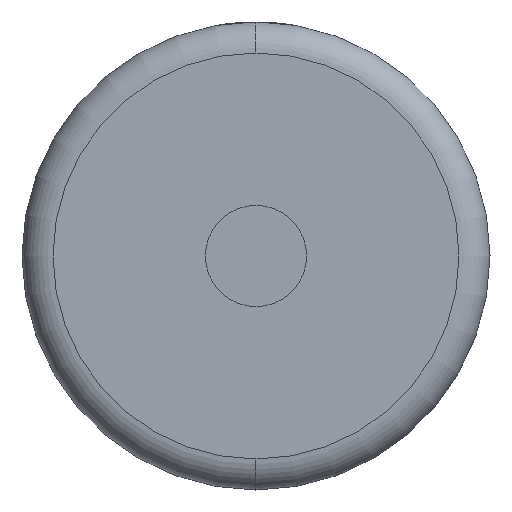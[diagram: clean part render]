
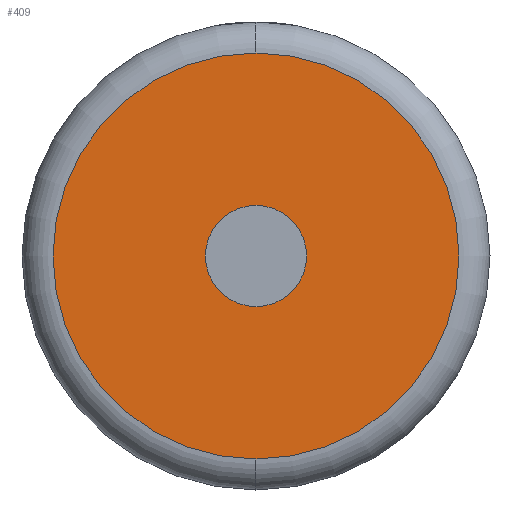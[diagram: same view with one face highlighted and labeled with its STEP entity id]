
A CAD part, left-side view. The second image highlights one B-rep face of the part: STEP entity #409.
In plain terms, the highlighted planar face has unit normal (-1, 0, 0).
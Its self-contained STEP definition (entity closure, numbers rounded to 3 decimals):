
#43 = CARTESIAN_POINT ( 'NONE',  ( 0., 0., 0. ) ) ;
#224 = DIRECTION ( 'NONE',  ( 0., 0., -1. ) ) ;
#227 = EDGE_CURVE ( 'NONE', #2180, #2401, #1094, .T. ) ;
#351 = DIRECTION ( 'NONE',  ( 0., 0., -1. ) ) ;
#381 = ORIENTED_EDGE ( 'NONE', *, *, #1025, .F. ) ;
#409 = ADVANCED_FACE ( 'NONE', ( #859, #3195 ), #3578, .F. ) ;
#554 = CARTESIAN_POINT ( 'NONE',  ( 0., 0., 0. ) ) ;
#585 = VERTEX_POINT ( 'NONE', #2098 ) ;
#598 = CARTESIAN_POINT ( 'NONE',  ( 0., 0., 6. ) ) ;
#810 = DIRECTION ( 'NONE',  ( 0., 0., -1. ) ) ;
#859 = FACE_OUTER_BOUND ( 'NONE', #3965, .T. ) ;
#920 = ORIENTED_EDGE ( 'NONE', *, *, #227, .F. ) ;
#923 = VERTEX_POINT ( 'NONE', #1366 ) ;
#977 = CARTESIAN_POINT ( 'NONE',  ( 0., 0., -6. ) ) ;
#1025 = EDGE_CURVE ( 'NONE', #2401, #2180, #3346, .T. ) ;
#1094 = CIRCLE ( 'NONE', #1317, 6. ) ;
#1202 = CIRCLE ( 'NONE', #3487, 24.073 ) ;
#1284 = EDGE_CURVE ( 'NONE', #923, #585, #1350, .T. ) ;
#1317 = AXIS2_PLACEMENT_3D ( 'NONE', #2242, #2192, #351 ) ;
#1350 = CIRCLE ( 'NONE', #2324, 24.073 ) ;
#1366 = CARTESIAN_POINT ( 'NONE',  ( 0., 0., 24.073 ) ) ;
#1557 = DIRECTION ( 'NONE',  ( 0., 0., -1. ) ) ;
#1762 = EDGE_CURVE ( 'NONE', #585, #923, #1202, .T. ) ;
#1763 = DIRECTION ( 'NONE',  ( 1., 0., 0. ) ) ;
#2098 = CARTESIAN_POINT ( 'NONE',  ( 0., 0., -24.073 ) ) ;
#2180 = VERTEX_POINT ( 'NONE', #977 ) ;
#2192 = DIRECTION ( 'NONE',  ( -1., 0., 0. ) ) ;
#2201 = DIRECTION ( 'NONE',  ( -1., 0., 0. ) ) ;
#2215 = DIRECTION ( 'NONE',  ( 0., 0., -1. ) ) ;
#2242 = CARTESIAN_POINT ( 'NONE',  ( 0., 0., 0. ) ) ;
#2310 = ORIENTED_EDGE ( 'NONE', *, *, #1762, .T. ) ;
#2324 = AXIS2_PLACEMENT_3D ( 'NONE', #3706, #2496, #1557 ) ;
#2401 = VERTEX_POINT ( 'NONE', #598 ) ;
#2496 = DIRECTION ( 'NONE',  ( -1., 0., 0. ) ) ;
#2640 = CARTESIAN_POINT ( 'NONE',  ( 0., 0., 0. ) ) ;
#2651 = DIRECTION ( 'NONE',  ( -1., 0., 0. ) ) ;
#3195 = FACE_BOUND ( 'NONE', #3206, .T. ) ;
#3206 = EDGE_LOOP ( 'NONE', ( #920, #381 ) ) ;
#3346 = CIRCLE ( 'NONE', #3456, 6. ) ;
#3456 = AXIS2_PLACEMENT_3D ( 'NONE', #554, #2651, #810 ) ;
#3487 = AXIS2_PLACEMENT_3D ( 'NONE', #43, #2201, #2215 ) ;
#3578 = PLANE ( 'NONE',  #3781 ) ;
#3612 = ORIENTED_EDGE ( 'NONE', *, *, #1284, .T. ) ;
#3706 = CARTESIAN_POINT ( 'NONE',  ( 0., 0., 0. ) ) ;
#3781 = AXIS2_PLACEMENT_3D ( 'NONE', #2640, #1763, #224 ) ;
#3965 = EDGE_LOOP ( 'NONE', ( #2310, #3612 ) ) ;
